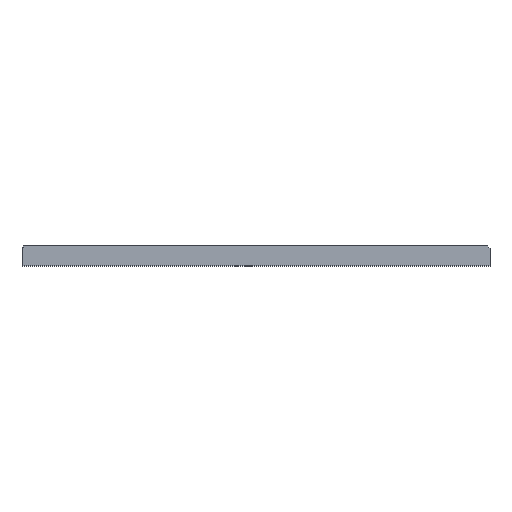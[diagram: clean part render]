
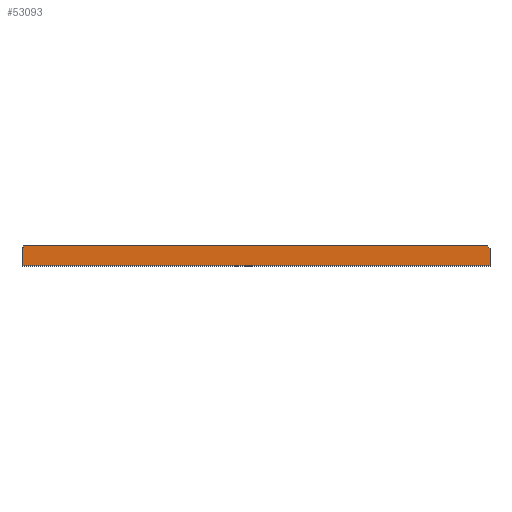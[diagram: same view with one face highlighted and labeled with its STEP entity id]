
A CAD part, top view. The second image highlights one B-rep face of the part: STEP entity #53093.
In plain terms, the highlighted planar face has unit normal (0, 0, 1).
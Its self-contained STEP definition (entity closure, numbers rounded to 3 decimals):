
#3389=DIRECTION('',(1.,0.,0.));
#3390=VECTOR('',#3389,118.);
#3391=CARTESIAN_POINT('',(-11.65,1.3,38.));
#3392=LINE('',#3391,#3390);
#4301=DIRECTION('',(-0.707,-0.707,0.));
#4302=VECTOR('',#4301,0.849);
#4303=CARTESIAN_POINT('',(-11.65,1.3,38.));
#4304=LINE('',#4303,#4302);
#4305=DIRECTION('',(-0.707,0.707,0.));
#4306=VECTOR('',#4305,0.849);
#4307=CARTESIAN_POINT('',(106.95,0.7,38.));
#4308=LINE('',#4307,#4306);
#4309=DIRECTION('',(1.,0.,0.));
#4310=VECTOR('',#4309,119.2);
#4311=CARTESIAN_POINT('',(-12.25,-3.7,38.));
#4312=LINE('',#4311,#4310);
#4333=DIRECTION('',(0.,1.,0.));
#4334=VECTOR('',#4333,4.4);
#4335=CARTESIAN_POINT('',(106.95,-3.7,38.));
#4336=LINE('',#4335,#4334);
#4393=DIRECTION('',(0.,1.,0.));
#4394=VECTOR('',#4393,4.4);
#4395=CARTESIAN_POINT('',(-12.25,-3.7,38.));
#4396=LINE('',#4395,#4394);
#37046=CARTESIAN_POINT('',(-12.25,-3.7,38.));
#37048=VERTEX_POINT('',#37046);
#37062=CARTESIAN_POINT('',(106.95,-3.7,38.));
#37064=VERTEX_POINT('',#37062);
#37189=CARTESIAN_POINT('',(-11.65,1.3,38.));
#37190=VERTEX_POINT('',#37189);
#37191=CARTESIAN_POINT('',(-12.25,0.7,38.));
#37192=VERTEX_POINT('',#37191);
#37193=CARTESIAN_POINT('',(106.95,0.7,38.));
#37194=CARTESIAN_POINT('',(106.35,1.3,38.));
#37195=VERTEX_POINT('',#37193);
#37196=VERTEX_POINT('',#37194);
#53076=CARTESIAN_POINT('',(-12.25,-3.7,38.));
#53077=DIRECTION('',(0.,0.,1.));
#53078=DIRECTION('',(0.,1.,0.));
#53079=AXIS2_PLACEMENT_3D('',#53076,#53077,#53078);
#53080=PLANE('',#53079);
#53081=ORIENTED_EDGE('',*,*,#53069,.F.);
#53082=ORIENTED_EDGE('',*,*,#52515,.T.);
#53084=ORIENTED_EDGE('',*,*,#53083,.F.);
#53086=ORIENTED_EDGE('',*,*,#53085,.F.);
#53088=ORIENTED_EDGE('',*,*,#53087,.F.);
#53090=ORIENTED_EDGE('',*,*,#53089,.T.);
#53091=EDGE_LOOP('',(#53081,#53082,#53084,#53086,#53088,#53090));
#53092=FACE_OUTER_BOUND('',#53091,.F.);
#53093=ADVANCED_FACE('',(#53092),#53080,.T.);
#52515=EDGE_CURVE('',#37190,#37196,#3392,.T.);
#53069=EDGE_CURVE('',#37190,#37192,#4304,.T.);
#53083=EDGE_CURVE('',#37195,#37196,#4308,.T.);
#53085=EDGE_CURVE('',#37064,#37195,#4336,.T.);
#53087=EDGE_CURVE('',#37048,#37064,#4312,.T.);
#53089=EDGE_CURVE('',#37048,#37192,#4396,.T.);
